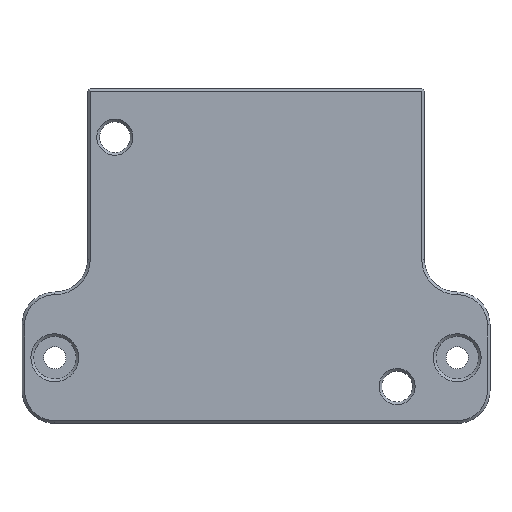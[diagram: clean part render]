
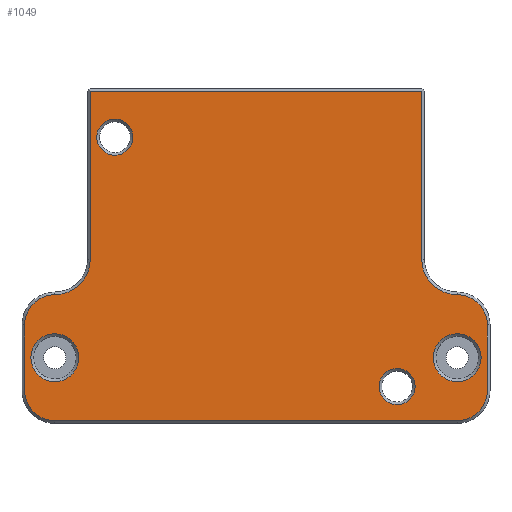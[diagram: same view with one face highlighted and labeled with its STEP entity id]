
A CAD part, top view. The second image highlights one B-rep face of the part: STEP entity #1049.
In plain terms, the highlighted planar face has unit normal (0, 0, 1).
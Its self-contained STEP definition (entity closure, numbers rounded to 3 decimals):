
#80=LINE('',#1614,#176);
#81=LINE('',#1619,#177);
#82=LINE('',#1625,#178);
#83=LINE('',#1627,#179);
#84=LINE('',#1629,#180);
#85=LINE('',#1635,#181);
#176=VECTOR('',#1279,1000.);
#177=VECTOR('',#1282,1000.);
#178=VECTOR('',#1287,1000.);
#179=VECTOR('',#1288,1000.);
#180=VECTOR('',#1289,1000.);
#181=VECTOR('',#1294,1000.);
#277=ORIENTED_EDGE('',*,*,#565,.T.);
#278=ORIENTED_EDGE('',*,*,#566,.T.);
#279=ORIENTED_EDGE('',*,*,#567,.T.);
#280=ORIENTED_EDGE('',*,*,#568,.T.);
#281=ORIENTED_EDGE('',*,*,#569,.T.);
#282=ORIENTED_EDGE('',*,*,#570,.T.);
#283=ORIENTED_EDGE('',*,*,#571,.T.);
#284=ORIENTED_EDGE('',*,*,#572,.T.);
#285=ORIENTED_EDGE('',*,*,#573,.T.);
#286=ORIENTED_EDGE('',*,*,#574,.T.);
#287=ORIENTED_EDGE('',*,*,#575,.T.);
#288=ORIENTED_EDGE('',*,*,#576,.T.);
#289=ORIENTED_EDGE('',*,*,#577,.T.);
#290=ORIENTED_EDGE('',*,*,#578,.T.);
#291=ORIENTED_EDGE('',*,*,#579,.T.);
#292=ORIENTED_EDGE('',*,*,#580,.T.);
#565=EDGE_CURVE('',#707,#707,#785,.F.);
#566=EDGE_CURVE('',#708,#708,#786,.F.);
#567=EDGE_CURVE('',#709,#710,#80,.T.);
#568=EDGE_CURVE('',#710,#711,#787,.T.);
#569=EDGE_CURVE('',#711,#712,#81,.T.);
#570=EDGE_CURVE('',#712,#713,#788,.T.);
#571=EDGE_CURVE('',#713,#714,#789,.F.);
#572=EDGE_CURVE('',#714,#715,#82,.T.);
#573=EDGE_CURVE('',#715,#716,#83,.T.);
#574=EDGE_CURVE('',#716,#717,#84,.T.);
#575=EDGE_CURVE('',#717,#718,#790,.F.);
#576=EDGE_CURVE('',#718,#719,#791,.T.);
#577=EDGE_CURVE('',#719,#720,#85,.T.);
#578=EDGE_CURVE('',#720,#709,#792,.T.);
#579=EDGE_CURVE('',#721,#721,#793,.F.);
#580=EDGE_CURVE('',#722,#722,#794,.F.);
#707=VERTEX_POINT('',#1611);
#708=VERTEX_POINT('',#1613);
#709=VERTEX_POINT('',#1615);
#710=VERTEX_POINT('',#1616);
#711=VERTEX_POINT('',#1618);
#712=VERTEX_POINT('',#1620);
#713=VERTEX_POINT('',#1622);
#714=VERTEX_POINT('',#1624);
#715=VERTEX_POINT('',#1626);
#716=VERTEX_POINT('',#1628);
#717=VERTEX_POINT('',#1630);
#718=VERTEX_POINT('',#1632);
#719=VERTEX_POINT('',#1634);
#720=VERTEX_POINT('',#1636);
#721=VERTEX_POINT('',#1639);
#722=VERTEX_POINT('',#1641);
#785=CIRCLE('',#1130,3.65);
#786=CIRCLE('',#1131,3.65);
#787=CIRCLE('',#1132,4.6);
#788=CIRCLE('',#1133,4.6);
#789=CIRCLE('',#1134,5.4);
#790=CIRCLE('',#1135,5.4);
#791=CIRCLE('',#1136,4.6);
#792=CIRCLE('',#1137,4.6);
#793=CIRCLE('',#1138,2.75);
#794=CIRCLE('',#1139,2.75);
#836=EDGE_LOOP('',(#277));
#837=EDGE_LOOP('',(#278));
#838=EDGE_LOOP('',(#279,#280,#281,#282,#283,#284,#285,#286,#287,#288,#289,
#290));
#839=EDGE_LOOP('',(#291));
#840=EDGE_LOOP('',(#292));
#926=FACE_BOUND('',#836,.T.);
#927=FACE_BOUND('',#837,.T.);
#928=FACE_BOUND('',#838,.T.);
#929=FACE_BOUND('',#839,.T.);
#930=FACE_BOUND('',#840,.T.);
#1015=PLANE('',#1129);
#1049=ADVANCED_FACE('',(#926,#927,#928,#929,#930),#1015,.T.);
#1129=AXIS2_PLACEMENT_3D('',#1609,#1273,#1274);
#1130=AXIS2_PLACEMENT_3D('',#1610,#1275,#1276);
#1131=AXIS2_PLACEMENT_3D('',#1612,#1277,#1278);
#1132=AXIS2_PLACEMENT_3D('',#1617,#1280,#1281);
#1133=AXIS2_PLACEMENT_3D('',#1621,#1283,#1284);
#1134=AXIS2_PLACEMENT_3D('',#1623,#1285,#1286);
#1135=AXIS2_PLACEMENT_3D('',#1631,#1290,#1291);
#1136=AXIS2_PLACEMENT_3D('',#1633,#1292,#1293);
#1137=AXIS2_PLACEMENT_3D('',#1637,#1295,#1296);
#1138=AXIS2_PLACEMENT_3D('',#1638,#1297,#1298);
#1139=AXIS2_PLACEMENT_3D('',#1640,#1299,#1300);
#1273=DIRECTION('',(0.,0.,1.));
#1274=DIRECTION('',(1.,0.,0.));
#1275=DIRECTION('',(0.,0.,1.));
#1276=DIRECTION('',(1.,0.,0.));
#1277=DIRECTION('',(0.,0.,1.));
#1278=DIRECTION('',(1.,0.,0.));
#1279=DIRECTION('',(1.,0.,0.));
#1280=DIRECTION('',(0.,0.,1.));
#1281=DIRECTION('',(1.,0.,0.));
#1282=DIRECTION('',(0.,1.,0.));
#1283=DIRECTION('',(0.,0.,1.));
#1284=DIRECTION('',(1.,0.,0.));
#1285=DIRECTION('',(0.,0.,1.));
#1286=DIRECTION('',(1.,0.,0.));
#1287=DIRECTION('',(0.,1.,0.));
#1288=DIRECTION('',(-1.,0.,0.));
#1289=DIRECTION('',(0.,-1.,0.));
#1290=DIRECTION('',(0.,0.,1.));
#1291=DIRECTION('',(1.,0.,0.));
#1292=DIRECTION('',(0.,0.,1.));
#1293=DIRECTION('',(1.,0.,0.));
#1294=DIRECTION('',(0.,-1.,0.));
#1295=DIRECTION('',(0.,0.,1.));
#1296=DIRECTION('',(1.,0.,0.));
#1297=DIRECTION('',(0.,0.,1.));
#1298=DIRECTION('',(1.,0.,0.));
#1299=DIRECTION('',(0.,0.,1.));
#1300=DIRECTION('',(1.,0.,0.));
#1609=CARTESIAN_POINT('',(0.,0.,6.));
#1610=CARTESIAN_POINT('',(-32.148,-15.6,6.));
#1611=CARTESIAN_POINT('',(-28.498,-15.6,6.));
#1612=CARTESIAN_POINT('',(29.15,-15.6,6.));
#1613=CARTESIAN_POINT('',(32.8,-15.6,6.));
#1614=CARTESIAN_POINT('',(29.15,-25.2,6.));
#1615=CARTESIAN_POINT('',(-32.148,-25.2,6.));
#1616=CARTESIAN_POINT('',(29.15,-25.2,6.));
#1617=CARTESIAN_POINT('',(29.15,-20.6,6.));
#1618=CARTESIAN_POINT('',(33.75,-20.6,6.));
#1619=CARTESIAN_POINT('',(33.75,0.,6.));
#1620=CARTESIAN_POINT('',(33.75,-10.6,6.));
#1621=CARTESIAN_POINT('',(29.15,-10.6,6.));
#1622=CARTESIAN_POINT('',(29.15,-6.,6.));
#1623=CARTESIAN_POINT('',(29.15,-0.6,6.));
#1624=CARTESIAN_POINT('',(23.75,-0.6,6.));
#1625=CARTESIAN_POINT('',(23.75,25.4,6.));
#1626=CARTESIAN_POINT('',(23.75,25.,6.));
#1627=CARTESIAN_POINT('',(-27.15,25.,6.));
#1628=CARTESIAN_POINT('',(-26.75,25.,6.));
#1629=CARTESIAN_POINT('',(-26.75,0.,6.));
#1630=CARTESIAN_POINT('',(-26.75,-0.6,6.));
#1631=CARTESIAN_POINT('',(-32.15,-0.6,6.));
#1632=CARTESIAN_POINT('',(-32.149,-6.,6.));
#1633=CARTESIAN_POINT('',(-32.148,-10.6,6.));
#1634=CARTESIAN_POINT('',(-36.748,-10.6,6.));
#1635=CARTESIAN_POINT('',(-36.748,0.,6.));
#1636=CARTESIAN_POINT('',(-36.748,-20.6,6.));
#1637=CARTESIAN_POINT('',(-32.148,-20.6,6.));
#1638=CARTESIAN_POINT('',(-23.,18.,6.));
#1639=CARTESIAN_POINT('',(-20.25,18.,6.));
#1640=CARTESIAN_POINT('',(20.,-20.,6.));
#1641=CARTESIAN_POINT('',(22.75,-20.,6.));
